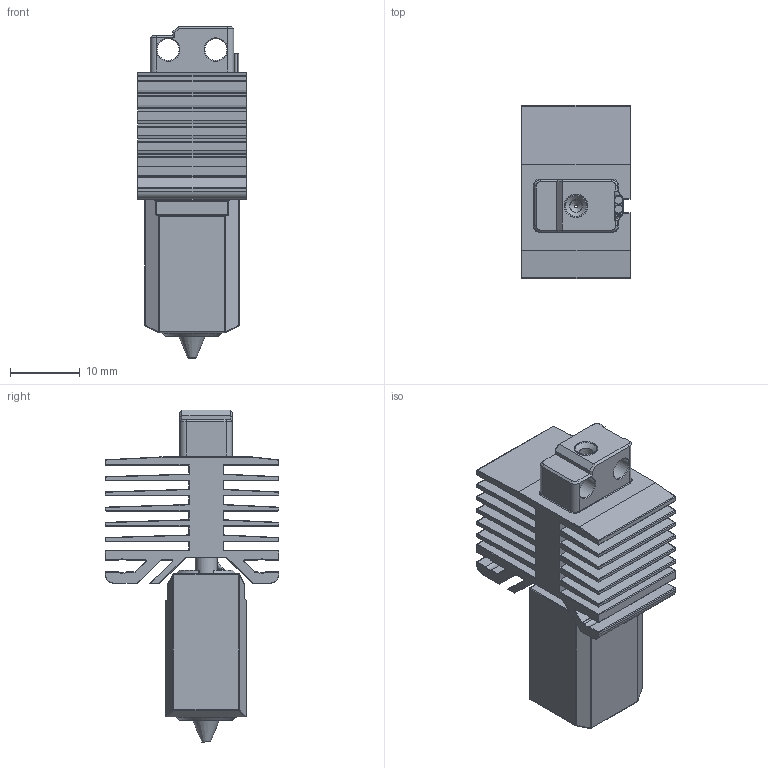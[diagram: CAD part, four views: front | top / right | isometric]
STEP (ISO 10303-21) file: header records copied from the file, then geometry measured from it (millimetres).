
FILE_DESCRIPTION(/* description */ (''),/* implementation_level */ '2;1');
FILE_NAME(/* name */ 'BL Hotend.step',/* time_stamp */ '2023-01-12T22:46:31+08:00',/* author */ (''),/* organization */ (''),/* preprocessor_version */ 'ST-DEVELOPER v19.2',/* originating_system */ 'Autodesk Translation Framework v11.17.0.187',/* authorisation */ '');
FILE_SCHEMA (('AUTOMOTIVE_DESIGN { 1 0 10303 214 3 1 1 }'));
Length unit declared in the file: millimetre
Products named in the file (1): BL Hotend
Bounding box: 15.6 x 24.81 x 47.59 mm (x, y, z)
Volume: 6102.2 mm3; surface area: 9939.4 mm2
Topology: 1 solids, 2 shells, 1086 faces, 2602 edges, 1512 vertices
Faces by surface type: plane 463, cylinder 303, torus 125, cone 118, bspline 65, sphere 12
Full cylindrical faces by diameter (mm): 0.3 x8, 0.37 x2, 0.4 x1, 1.15 x6, 1.4 x1, 1.8 x1, 3.15 x2, 3.16 x2, 4.9 x1, 4.99 x1
Entity records: 36246 total; most frequent: CARTESIAN_POINT 10974, DIRECTION 5466, ORIENTED_EDGE 5168, EDGE_CURVE 2584, AXIS2_PLACEMENT_3D 1986, VERTEX_POINT 1512, LINE 1494, VECTOR 1494
